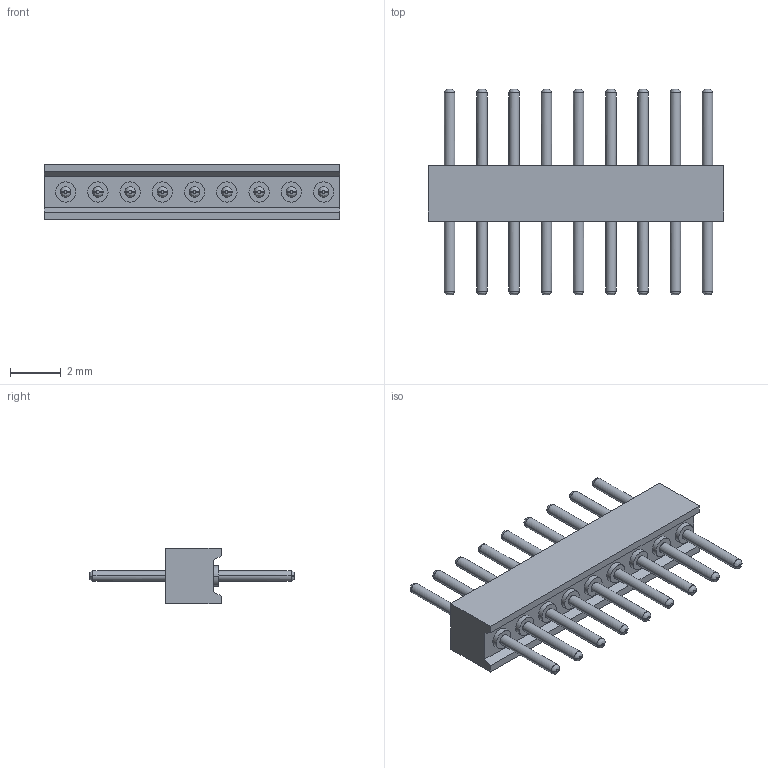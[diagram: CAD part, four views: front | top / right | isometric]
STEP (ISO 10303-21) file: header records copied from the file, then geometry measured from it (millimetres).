
FILE_DESCRIPTION( ('This file contains a STEP AP42 implementation' ,'as created by ZW3D STEP Interface translator.') ,'2;1' );
FILE_NAME( '3514-221XXSXX081X1.stp' ,'231011. 93927', (''), ('ZWCAD Software Co.'), 'Version 1.0', 'ZW3D to STEP translator', '' );
FILE_SCHEMA(('AUTOMOTIVE_DESIGN { 1 0 10303 214 1 1 1 1 }'));
Length unit declared in the file: millimetre
Products named in the file (2): 0; 3514-22120SXX081X1
Bounding box: 11.63 x 8.1 x 2.2 mm (x, y, z)
Volume: 58.5 mm3; surface area: 231.7 mm2
Topology: 1 solids, 19 shells, 316 faces, 636 edges, 394 vertices
Faces by surface type: bspline 216, plane 82, cone 18
Entity records: 21706 total; most frequent: CARTESIAN_POINT 16871, ORIENTED_EDGE 1272, EDGE_CURVE 636, B_SPLINE_CURVE_WITH_KNOTS 628, VERTEX_POINT 394, EDGE_LOOP 388, FACE_OUTER_BOUND 316, ADVANCED_FACE 316
